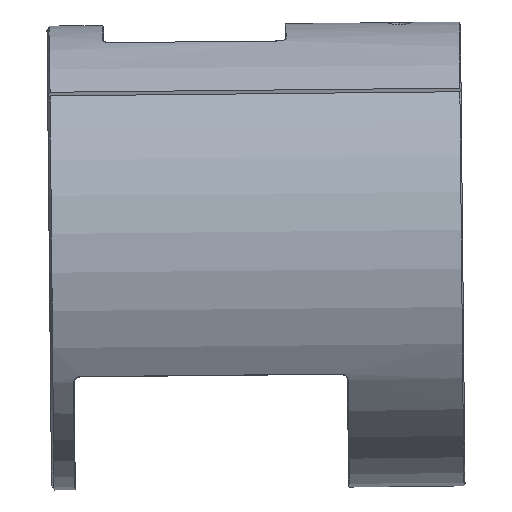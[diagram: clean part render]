
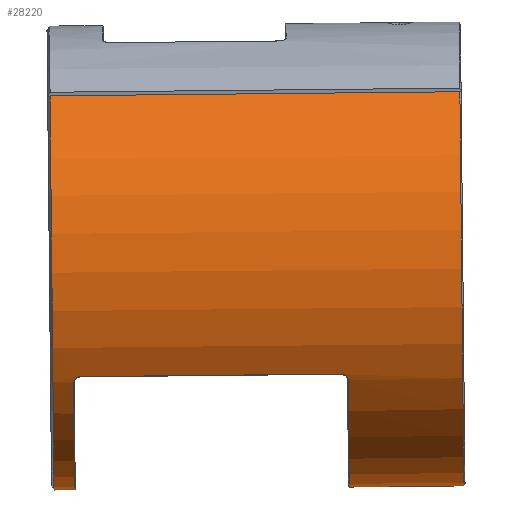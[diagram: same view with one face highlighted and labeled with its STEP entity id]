
A CAD part, front view. The second image highlights one B-rep face of the part: STEP entity #28220.
In plain terms, the highlighted cylindrical face has radius 1655 mm (diameter 3310 mm), a partial arc.
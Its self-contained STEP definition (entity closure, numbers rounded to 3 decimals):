
#220=CARTESIAN_POINT('',(1421.188,594.,-848.085));
#230=CARTESIAN_POINT('',(1421.193,601.224,
-848.076));
#240=CARTESIAN_POINT('',(1420.079,612.038,
-849.949));
#250=CARTESIAN_POINT('',(1416.535,624.811,
-855.841));
#260=CARTESIAN_POINT('',(1412.978,633.142,
-861.707));
#270=CARTESIAN_POINT('',(1408.547,640.066,
-868.935));
#280=CARTESIAN_POINT('',(1403.529,645.131,
-877.02));
#290=CARTESIAN_POINT('',(1397.943,648.3,
-885.899));
#300=CARTESIAN_POINT('',(1394.1,648.999,
-891.921));
#310=CARTESIAN_POINT('',(1392.13,649.,-894.985));
#320=B_SPLINE_CURVE_WITH_KNOTS('',3,(#220,#230,#240,#250,#260,#270,#280,
#290,#300,#310),.UNSPECIFIED.,.F.,.F.,(4,1,1,1,1,1,1,4),(0.,0.25,
0.375,0.5,0.625,0.75,0.875,1.),
.UNSPECIFIED.);
#330=CARTESIAN_POINT('',(1421.188,594.,
-848.085));
#340=VERTEX_POINT('',#330);
#350=CARTESIAN_POINT('',(1392.13,649.,-894.985));
#360=VERTEX_POINT('',#350);
#370=EDGE_CURVE('',#340,#360,#320,.T.);
#830=CARTESIAN_POINT('',(1421.188,-1256.,
-848.085));
#840=DIRECTION('',(0.,1.,0.));
#850=VECTOR('',#840,1.);
#860=LINE('',#830,#850);
#870=CARTESIAN_POINT('',(1421.188,-1256.,-848.085));
#880=VERTEX_POINT('',#870);
#890=EDGE_CURVE('',#880,#340,#860,.T.);
#1370=CARTESIAN_POINT('',(1392.13,-1311.,-894.985));
#1380=CARTESIAN_POINT('',(1396.049,-1311.01,
-888.89));
#1390=CARTESIAN_POINT('',(1401.851,-1308.839,
-879.725));
#1400=CARTESIAN_POINT('',(1408.607,-1301.987,
-868.837));
#1410=CARTESIAN_POINT('',(1412.974,-1295.148,
-861.713));
#1420=CARTESIAN_POINT('',(1416.577,-1286.697,
-855.773));
#1430=CARTESIAN_POINT('',(1419.196,-1277.211,
-851.418));
#1440=CARTESIAN_POINT('',(1420.829,-1266.753,
-848.689));
#1450=CARTESIAN_POINT('',(1421.188,-1259.632,
-848.086));
#1460=CARTESIAN_POINT('',(1421.188,-1256.,-848.085));
#1470=B_SPLINE_CURVE_WITH_KNOTS('',3,(#1370,#1380,#1390,#1400,#1410,
#1420,#1430,#1440,#1450,#1460),.UNSPECIFIED.,.F.,.F.,(4,1,1,1,1,1,1,4),(
0.,0.25,0.375,0.5,0.625,0.75,0.875,
1.),.UNSPECIFIED.);
#1480=CARTESIAN_POINT('',(1392.13,-1311.,-894.985));
#1490=VERTEX_POINT('',#1480);
#1500=EDGE_CURVE('',#1490,#880,#1470,.T.);
#1890=CARTESIAN_POINT('',(0.,-1311.,
0.));
#1900=DIRECTION('',(0.,1.,0.));
#1910=DIRECTION('',(0.841,0.,-0.541));
#1920=AXIS2_PLACEMENT_3D('',#1890,#1900,#1910);
#1930=CIRCLE('',#1920,1655.);
#1940=CARTESIAN_POINT('',(0.,-1311.,-1655.));
#1950=VERTEX_POINT('',#1940);
#2000=EDGE_CURVE('',#1490,#1950,#1930,.T.);
#8950=CARTESIAN_POINT('',(0.,1466.34,-1655.))
;
#8960=VERTEX_POINT('',#8950);
#8990=CARTESIAN_POINT('',(0.,1466.34,
0.));
#9000=DIRECTION('',(0.,-1.,0.));
#9010=DIRECTION('',(0.699,0.,
0.715));
#9020=AXIS2_PLACEMENT_3D('',#8990,#9000,#9010);
#9030=CIRCLE('',#9020,1655.);
#9040=CARTESIAN_POINT('',(1183.104,1466.34,
1157.277));
#9050=VERTEX_POINT('',#9040);
#9060=EDGE_CURVE('',#8960,#9050,#9030,.T.);
#12120=CARTESIAN_POINT('',(1183.104,1466.34,
1157.277));
#12130=DIRECTION('',(0.,-1.,0.));
#12140=VECTOR('',#12130,1.);
#12150=LINE('',#12120,#12140);
#12160=CARTESIAN_POINT('',(1183.104,-1457.679,
1157.277));
#12170=VERTEX_POINT('',#12160);
#12180=EDGE_CURVE('',#9050,#12170,#12150,.T.);
#12440=CARTESIAN_POINT('',(0.,-1457.679,
0.));
#12450=DIRECTION('',(0.,-1.,0.));
#12460=DIRECTION('',(0.,0.,-1.));
#12470=AXIS2_PLACEMENT_3D('',#12440,#12450,#12460);
#12480=CIRCLE('',#12470,1655.);
#12490=CARTESIAN_POINT('',(0.,-1457.679,
-1655.));
#12500=VERTEX_POINT('',#12490);
#12510=EDGE_CURVE('',#12500,#12170,#12480,.T.);
#13060=CARTESIAN_POINT('',(0.,-1475.,-1655.));
#13070=DIRECTION('',(0.,-1.,0.));
#13080=VECTOR('',#13070,1.);
#13090=LINE('',#13060,#13080);
#13100=EDGE_CURVE('',#1950,#12500,#13090,.T.);
#13370=CARTESIAN_POINT('',(0.,649.,
0.));
#13380=DIRECTION('',(0.,-1.,0.));
#13390=DIRECTION('',(0.,0.,-1.));
#13400=AXIS2_PLACEMENT_3D('',#13370,#13380,#13390);
#13410=CIRCLE('',#13400,1655.);
#13420=CARTESIAN_POINT('',(0.,649.,-1655.
));
#13430=VERTEX_POINT('',#13420);
#13460=EDGE_CURVE('',#8960,#13430,#13090,.T.);
#24770=EDGE_CURVE('',#13430,#360,#13410,.T.);
#28050=CARTESIAN_POINT('',(0.,-1475.,
0.));
#28060=DIRECTION('',(0.,-1.,0.));
#28070=DIRECTION('',(0.,0.,1.));
#28080=AXIS2_PLACEMENT_3D('',#28050,#28060,#28070);
#28090=CYLINDRICAL_SURFACE('',#28080,1655.);
#28100=ORIENTED_EDGE('',*,*,#890,.T.);
#28110=ORIENTED_EDGE('',*,*,#1500,.T.);
#28120=ORIENTED_EDGE('',*,*,#2000,.F.);
#28130=ORIENTED_EDGE('',*,*,#13100,.F.);
#28140=ORIENTED_EDGE('',*,*,#12510,.F.);
#28150=ORIENTED_EDGE('',*,*,#12180,.T.);
#28160=ORIENTED_EDGE('',*,*,#9060,.T.);
#28170=ORIENTED_EDGE('',*,*,#13460,.F.);
#28180=ORIENTED_EDGE('',*,*,#24770,.F.);
#28190=ORIENTED_EDGE('',*,*,#370,.T.);
#28200=EDGE_LOOP('',(#28190,#28180,#28170,#28160,#28150,#28140,#28130,
#28120,#28110,#28100));
#28210=FACE_OUTER_BOUND('',#28200,.T.);
#28220=ADVANCED_FACE('',(#28210),#28090,.T.);
